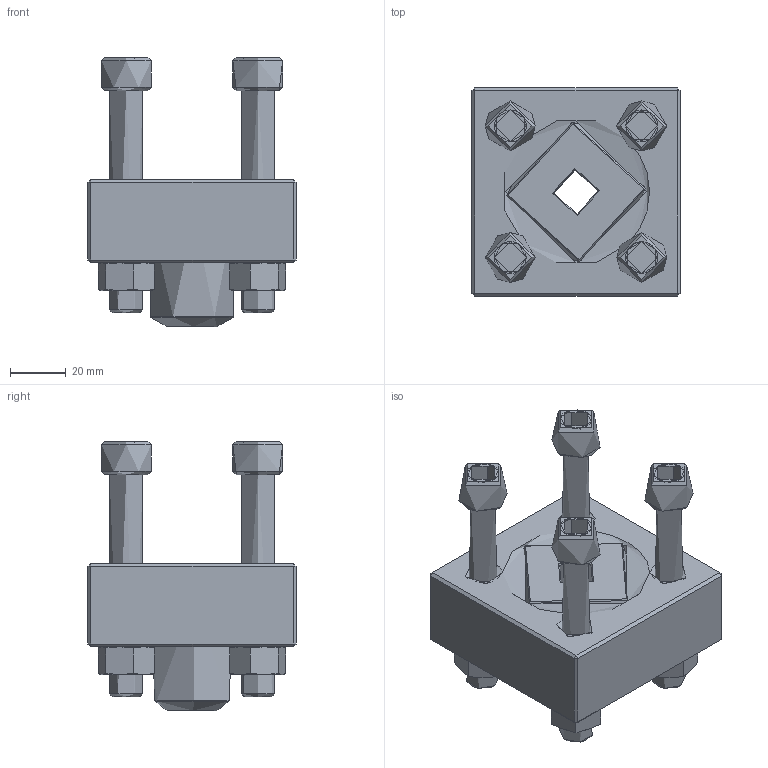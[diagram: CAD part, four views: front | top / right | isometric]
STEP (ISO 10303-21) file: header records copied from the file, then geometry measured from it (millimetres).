
FILE_DESCRIPTION(('FreeCAD Model'),'2;1');
FILE_NAME('Open CASCADE Shape Model','2025-01-06T10:50:30',('Author'),( ''),'Open CASCADE STEP processor 7.8','FreeCAD','Unknown');
FILE_SCHEMA(('AUTOMOTIVE_DESIGN { 1 0 10303 214 1 1 1 1 }'));
Length unit declared in the file: millimetre
Products named in the file (8): Unnamed; X-Schraube; X-FK; X-FKV001; X-Mutter; FK; X-Achse; XY-Ebene
Assembly tree (27 placements, depth 3):
  Unnamed
    X-Schraube  x4
    X-FK
    X-FKV001
    X-Mutter  x4
    FK
      X-Schraube  x4
      X-FK
      X-FKV001
      X-Mutter  x4
    X-Achse  x3
    XY-Ebene  x3
Bounding box: 75 x 75 x 97 mm (x, y, z)
Volume: 415108 mm3; surface area: 119990.7 mm2
Topology: 20 solids, 20 shells, 472 faces, 957 edges, 534 vertices
Faces by surface type: plane 204, cone 200, cylinder 50, torus 18
Full cylindrical faces by diameter (mm): 11.547 x8, 12 x16, 13 x8, 16 x2, 18 x8, 30 x2, 30.5 x2, 50 x2, 51 x2
Entity records: 3137 total; most frequent: CARTESIAN_POINT 609, DIRECTION 483, ORIENTED_EDGE 420, EDGE_CURVE 210, AXIS2_PLACEMENT_3D 208, FACE_BOUND 119, EDGE_LOOP 119, VERTEX_POINT 117
